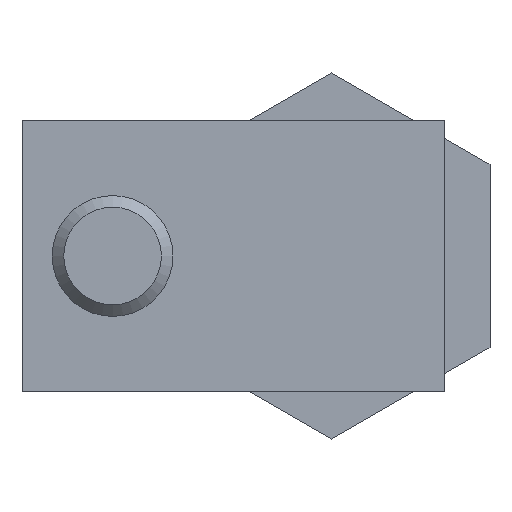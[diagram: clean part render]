
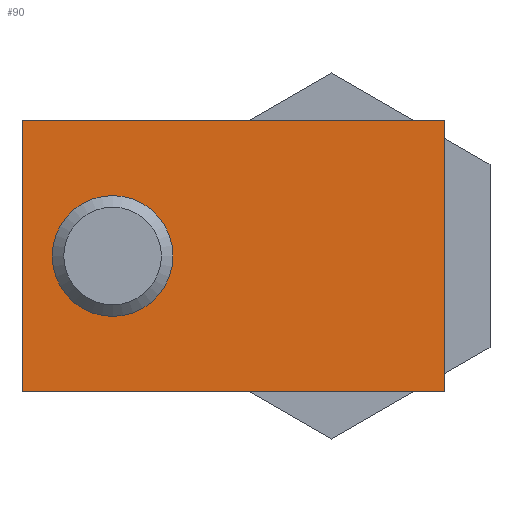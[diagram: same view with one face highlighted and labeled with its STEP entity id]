
A CAD part, front view. The second image highlights one B-rep face of the part: STEP entity #90.
In plain terms, the highlighted planar face has unit normal (0, -1, 0).
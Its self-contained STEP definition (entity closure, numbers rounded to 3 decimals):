
#90 = ADVANCED_FACE( '', ( #208, #209 ), #210, .F. );
#208 = FACE_BOUND( '', #352, .T. );
#209 = FACE_OUTER_BOUND( '', #353, .T. );
#210 = PLANE( '', #354 );
#352 = EDGE_LOOP( '', ( #551 ) );
#353 = EDGE_LOOP( '', ( #552, #553, #554, #555 ) );
#354 = AXIS2_PLACEMENT_3D( '', #556, #557, #558 );
#551 = ORIENTED_EDGE( '', *, *, #860, .F. );
#552 = ORIENTED_EDGE( '', *, *, #861, .T. );
#553 = ORIENTED_EDGE( '', *, *, #862, .F. );
#554 = ORIENTED_EDGE( '', *, *, #863, .F. );
#555 = ORIENTED_EDGE( '', *, *, #864, .T. );
#556 = CARTESIAN_POINT( '', ( 7., -15.5, 9. ) );
#557 = DIRECTION( '', ( 0., 1., 0. ) );
#558 = DIRECTION( '', ( 0., 0., 1. ) );
#860 = EDGE_CURVE( '', #1033, #1033, #1034, .F. );
#861 = EDGE_CURVE( '', #1035, #1036, #1037, .T. );
#862 = EDGE_CURVE( '', #1038, #1036, #1039, .T. );
#863 = EDGE_CURVE( '', #1040, #1038, #1041, .T. );
#864 = EDGE_CURVE( '', #1040, #1035, #1042, .T. );
#1033 = VERTEX_POINT( '', #1270 );
#1034 = CIRCLE( '', #1271, 4. );
#1035 = VERTEX_POINT( '', #1272 );
#1036 = VERTEX_POINT( '', #1273 );
#1037 = LINE( '', #1274, #1275 );
#1038 = VERTEX_POINT( '', #1276 );
#1039 = LINE( '', #1277, #1278 );
#1040 = VERTEX_POINT( '', #1279 );
#1041 = LINE( '', #1280, #1281 );
#1042 = LINE( '', #1282, #1283 );
#1270 = CARTESIAN_POINT( '', ( -15., -15.5, 4. ) );
#1271 = AXIS2_PLACEMENT_3D( '', #1477, #1478, #1479 );
#1272 = CARTESIAN_POINT( '', ( -21., -15.5, 9. ) );
#1273 = CARTESIAN_POINT( '', ( -21., -15.5, -9. ) );
#1274 = CARTESIAN_POINT( '', ( -21., -15.5, 9. ) );
#1275 = VECTOR( '', #1480, 1000. );
#1276 = CARTESIAN_POINT( '', ( 7., -15.5, -9. ) );
#1277 = CARTESIAN_POINT( '', ( 7., -15.5, -9. ) );
#1278 = VECTOR( '', #1481, 1000. );
#1279 = CARTESIAN_POINT( '', ( 7., -15.5, 9. ) );
#1280 = CARTESIAN_POINT( '', ( 7., -15.5, 9. ) );
#1281 = VECTOR( '', #1482, 1000. );
#1282 = CARTESIAN_POINT( '', ( 7., -15.5, 9. ) );
#1283 = VECTOR( '', #1483, 1000. );
#1477 = CARTESIAN_POINT( '', ( -15., -15.5, 0. ) );
#1478 = DIRECTION( '', ( 0., 1., 0. ) );
#1479 = DIRECTION( '', ( 0., 0., 1. ) );
#1480 = DIRECTION( '', ( 0., 0., -1. ) );
#1481 = DIRECTION( '', ( -1., 0., 0. ) );
#1482 = DIRECTION( '', ( 0., 0., -1. ) );
#1483 = DIRECTION( '', ( -1., 0., 0. ) );
